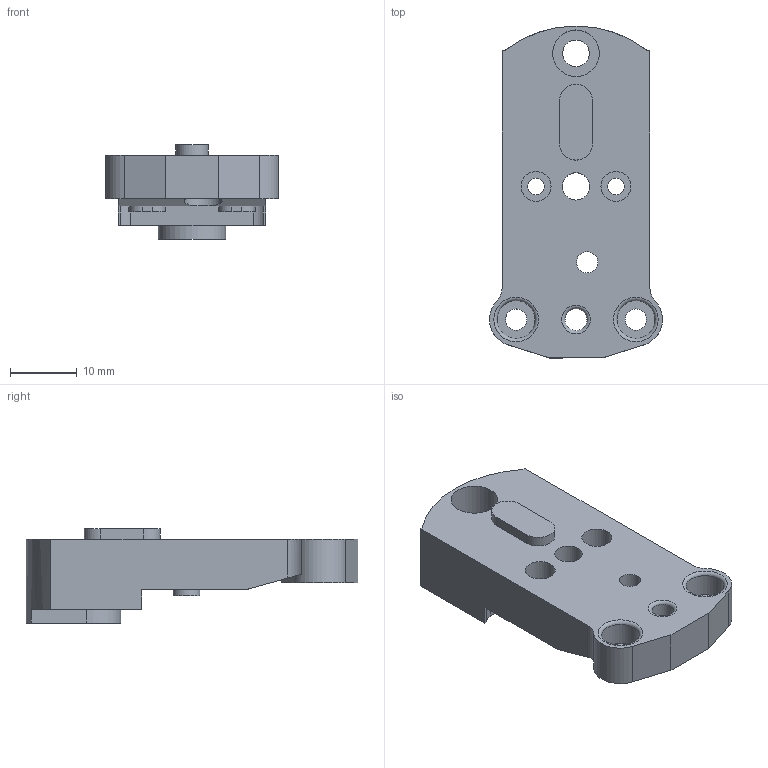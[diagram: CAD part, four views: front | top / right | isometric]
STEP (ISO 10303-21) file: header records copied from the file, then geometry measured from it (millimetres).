
FILE_DESCRIPTION(/* description */ (''),/* implementation_level */ '2;1');
FILE_NAME(/* name */ 'Planetary Vertical liquid lock - top.step',/* time_stamp */ '2020-11-23T05:01:31-05:00',/* author */ (''),/* organization */ (''),/* preprocessor_version */ 'ST-DEVELOPER v18.1',/* originating_system */ 'Autodesk Translation Framework v9.3.0.1241',/* authorisation */ '');
FILE_SCHEMA (('AUTOMOTIVE_DESIGN { 1 0 10303 214 3 1 1 }'));
Length unit declared in the file: millimetre
Products named in the file (1): Planetary Vertical liquid lock - top
Bounding box: 25.97 x 49.86 x 14.17 mm (x, y, z)
Volume: 8270.9 mm3; surface area: 4237.8 mm2
Topology: 1 solids, 1 shells, 70 faces, 186 edges, 124 vertices
Faces by surface type: plane 39, cylinder 28, torus 3
Full cylindrical faces by diameter (mm): 2.5 x2, 3.196 x1, 3.2 x1, 3.202 x1, 3.302 x1, 4 x1, 4.1 x1, 4.5 x2, 5.7 x3, 7 x1
Entity records: 2276 total; most frequent: DIRECTION 405, CARTESIAN_POINT 381, ORIENTED_EDGE 372, EDGE_CURVE 186, AXIS2_PLACEMENT_3D 148, VERTEX_POINT 124, LINE 109, VECTOR 109
